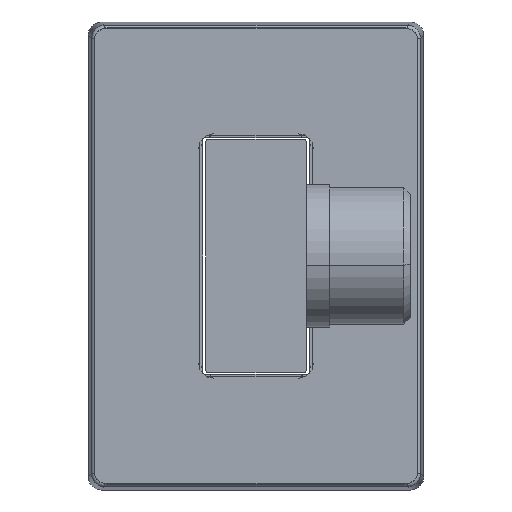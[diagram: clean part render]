
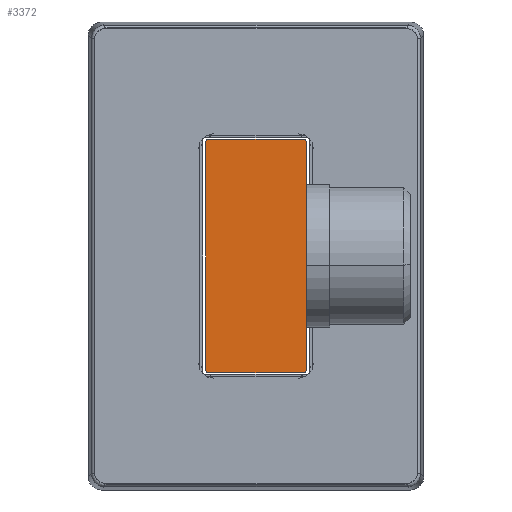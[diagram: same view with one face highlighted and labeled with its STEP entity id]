
A CAD part, front view. The second image highlights one B-rep face of the part: STEP entity #3372.
In plain terms, the highlighted planar face has unit normal (0, -1, 0).
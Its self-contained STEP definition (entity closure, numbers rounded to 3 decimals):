
#8 = CIRCLE ( 'NONE', #886, 0.5 ) ;
#99 = DIRECTION ( 'NONE',  ( 0., -1., 0. ) ) ;
#163 = CARTESIAN_POINT ( 'NONE',  ( 7.625, -200., 17.125 ) ) ;
#184 = CIRCLE ( 'NONE', #2610, 0.5 ) ;
#249 = CARTESIAN_POINT ( 'NONE',  ( -7.125, -200., -17.125 ) ) ;
#259 = VERTEX_POINT ( 'NONE', #3191 ) ;
#336 = CARTESIAN_POINT ( 'NONE',  ( -7.625, -200., -17.125 ) ) ;
#344 = CARTESIAN_POINT ( 'NONE',  ( 7.625, -200., 17.625 ) ) ;
#392 = VECTOR ( 'NONE', #3296, 1000. ) ;
#426 = VECTOR ( 'NONE', #2506, 1000. ) ;
#464 = DIRECTION ( 'NONE',  ( -1., 0., 0. ) ) ;
#492 = VERTEX_POINT ( 'NONE', #1456 ) ;
#518 = ORIENTED_EDGE ( 'NONE', *, *, #1325, .T. ) ;
#546 = CARTESIAN_POINT ( 'NONE',  ( 0., -200., 0. ) ) ;
#581 = EDGE_CURVE ( 'NONE', #2840, #492, #1141, .T. ) ;
#672 = EDGE_LOOP ( 'NONE', ( #2406, #3821, #2371, #518, #674, #1674, #3460, #2976 ) ) ;
#674 = ORIENTED_EDGE ( 'NONE', *, *, #581, .F. ) ;
#886 = AXIS2_PLACEMENT_3D ( 'NONE', #249, #2833, #3445 ) ;
#1033 = LINE ( 'NONE', #3001, #392 ) ;
#1047 = VERTEX_POINT ( 'NONE', #336 ) ;
#1091 = CARTESIAN_POINT ( 'NONE',  ( 7.125, -200., 17.625 ) ) ;
#1141 = LINE ( 'NONE', #1843, #2629 ) ;
#1199 = DIRECTION ( 'NONE',  ( 0., 0., 1. ) ) ;
#1325 = EDGE_CURVE ( 'NONE', #1047, #492, #8, .T. ) ;
#1456 = CARTESIAN_POINT ( 'NONE',  ( -7.125, -200., -17.625 ) ) ;
#1472 = PLANE ( 'NONE',  #1776 ) ;
#1494 = VECTOR ( 'NONE', #1634, 1000. ) ;
#1609 = VERTEX_POINT ( 'NONE', #2250 ) ;
#1631 = EDGE_CURVE ( 'NONE', #2706, #259, #2189, .T. ) ;
#1634 = DIRECTION ( 'NONE',  ( 0., 0., -1. ) ) ;
#1674 = ORIENTED_EDGE ( 'NONE', *, *, #4012, .T. ) ;
#1677 = AXIS2_PLACEMENT_3D ( 'NONE', #1728, #3606, #2300 ) ;
#1728 = CARTESIAN_POINT ( 'NONE',  ( 7.125, -200., 17.125 ) ) ;
#1776 = AXIS2_PLACEMENT_3D ( 'NONE', #546, #2140, #1199 ) ;
#1843 = CARTESIAN_POINT ( 'NONE',  ( 7.625, -200., -17.625 ) ) ;
#2129 = EDGE_CURVE ( 'NONE', #4090, #1609, #3572, .T. ) ;
#2140 = DIRECTION ( 'NONE',  ( 0., -1., 0. ) ) ;
#2189 = LINE ( 'NONE', #344, #1494 ) ;
#2190 = LINE ( 'NONE', #4100, #426 ) ;
#2250 = CARTESIAN_POINT ( 'NONE',  ( -7.625, -200., 17.125 ) ) ;
#2300 = DIRECTION ( 'NONE',  ( 0., 0., 1. ) ) ;
#2326 = DIRECTION ( 'NONE',  ( 0., -1., 0. ) ) ;
#2371 = ORIENTED_EDGE ( 'NONE', *, *, #4063, .F. ) ;
#2406 = ORIENTED_EDGE ( 'NONE', *, *, #3141, .F. ) ;
#2491 = AXIS2_PLACEMENT_3D ( 'NONE', #3268, #2326, #3285 ) ;
#2506 = DIRECTION ( 'NONE',  ( 1., 0., 0. ) ) ;
#2610 = AXIS2_PLACEMENT_3D ( 'NONE', #3663, #99, #2704 ) ;
#2629 = VECTOR ( 'NONE', #464, 1000. ) ;
#2704 = DIRECTION ( 'NONE',  ( 0., 0., 1. ) ) ;
#2706 = VERTEX_POINT ( 'NONE', #163 ) ;
#2788 = CARTESIAN_POINT ( 'NONE',  ( 7.125, -200., -17.625 ) ) ;
#2833 = DIRECTION ( 'NONE',  ( 0., -1., 0. ) ) ;
#2840 = VERTEX_POINT ( 'NONE', #2788 ) ;
#2976 = ORIENTED_EDGE ( 'NONE', *, *, #4057, .T. ) ;
#3001 = CARTESIAN_POINT ( 'NONE',  ( -7.625, -200., 17.625 ) ) ;
#3008 = CIRCLE ( 'NONE', #1677, 0.5 ) ;
#3141 = EDGE_CURVE ( 'NONE', #4090, #4065, #2190, .T. ) ;
#3191 = CARTESIAN_POINT ( 'NONE',  ( 7.625, -200., -17.125 ) ) ;
#3268 = CARTESIAN_POINT ( 'NONE',  ( -7.125, -200., 17.125 ) ) ;
#3285 = DIRECTION ( 'NONE',  ( 0., 0., 1. ) ) ;
#3296 = DIRECTION ( 'NONE',  ( 0., 0., 1. ) ) ;
#3372 = ADVANCED_FACE ( 'NONE', ( #4025 ), #1472, .T. ) ;
#3445 = DIRECTION ( 'NONE',  ( 0., 0., 1. ) ) ;
#3460 = ORIENTED_EDGE ( 'NONE', *, *, #1631, .F. ) ;
#3572 = CIRCLE ( 'NONE', #2491, 0.5 ) ;
#3606 = DIRECTION ( 'NONE',  ( 0., -1., 0. ) ) ;
#3646 = CARTESIAN_POINT ( 'NONE',  ( -7.125, -200., 17.625 ) ) ;
#3663 = CARTESIAN_POINT ( 'NONE',  ( 7.125, -200., -17.125 ) ) ;
#3821 = ORIENTED_EDGE ( 'NONE', *, *, #2129, .T. ) ;
#4012 = EDGE_CURVE ( 'NONE', #2840, #259, #184, .T. ) ;
#4025 = FACE_OUTER_BOUND ( 'NONE', #672, .T. ) ;
#4057 = EDGE_CURVE ( 'NONE', #2706, #4065, #3008, .T. ) ;
#4063 = EDGE_CURVE ( 'NONE', #1047, #1609, #1033, .T. ) ;
#4065 = VERTEX_POINT ( 'NONE', #1091 ) ;
#4090 = VERTEX_POINT ( 'NONE', #3646 ) ;
#4100 = CARTESIAN_POINT ( 'NONE',  ( 7.625, -200., 17.625 ) ) ;
